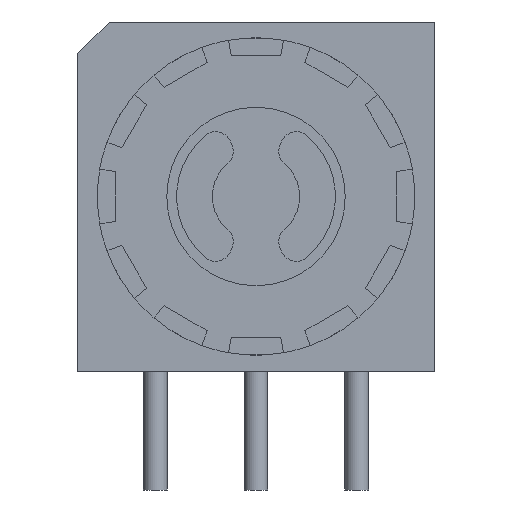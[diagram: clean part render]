
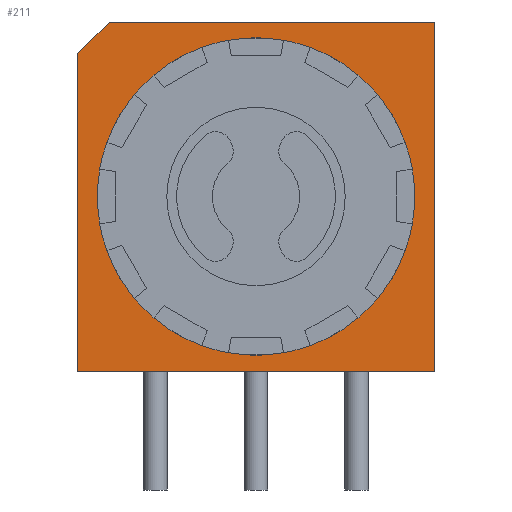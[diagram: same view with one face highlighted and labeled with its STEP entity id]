
A CAD part, left-side view. The second image highlights one B-rep face of the part: STEP entity #211.
In plain terms, the highlighted planar face has unit normal (-1, 0, 0).
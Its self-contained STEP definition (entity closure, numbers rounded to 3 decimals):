
#211=ADVANCED_FACE('',(#1123,#1125),#1127,.T.);
#1123=FACE_BOUND('',#1124,.T.);
#1124=EDGE_LOOP('',(#1833,#1834,#1835,#1836,#1837));
#1125=FACE_BOUND('',#1126,.T.);
#1126=EDGE_LOOP('',(#1838));
#1127=PLANE('',#1128);
#1128=AXIS2_PLACEMENT_3D('',#1129,#1130,#1131);
#1129=CARTESIAN_POINT('',(-13.5,0.,0.));
#1130=DIRECTION('',(-1.,0.,0.));
#1131=DIRECTION('',(0.,-1.,0.));
#1833=ORIENTED_EDGE('',*,*,#2311,.T.);
#1834=ORIENTED_EDGE('',*,*,#2293,.F.);
#1835=ORIENTED_EDGE('',*,*,#2307,.T.);
#1836=ORIENTED_EDGE('',*,*,#2297,.T.);
#1837=ORIENTED_EDGE('',*,*,#2313,.F.);
#1838=ORIENTED_EDGE('',*,*,#2314,.F.);
#2293=EDGE_CURVE('',#2577,#2575,#2579,.T.);
#2297=EDGE_CURVE('',#2586,#2584,#2587,.T.);
#2307=EDGE_CURVE('',#2577,#2586,#2601,.T.);
#2311=EDGE_CURVE('',#2608,#2575,#2609,.F.);
#2313=EDGE_CURVE('',#2608,#2584,#2611,.T.);
#2314=EDGE_CURVE('',#2612,#2612,#2613,.T.);
#2575=VERTEX_POINT('',#3089);
#2577=VERTEX_POINT('',#3093);
#2579=LINE('',#3097,#3098);
#2584=VERTEX_POINT('',#3108);
#2586=VERTEX_POINT('',#3112);
#2587=LINE('',#3113,#3114);
#2601=LINE('',#3153,#3154);
#2608=VERTEX_POINT('',#3170);
#2609=LINE('',#3171,#3172);
#2611=LINE('',#3177,#3178);
#2612=VERTEX_POINT('',#3180);
#2613=CIRCLE('',#3181,3.5);
#3089=CARTESIAN_POINT('',(-13.5,0.,8.));
#3093=CARTESIAN_POINT('',(-13.5,0.,0.));
#3097=CARTESIAN_POINT('',(-13.5,0.,0.));
#3098=VECTOR('',#3099,1.);
#3099=DIRECTION('',(0.,0.,1.));
#3108=CARTESIAN_POINT('',(-13.5,-9.,8.8));
#3112=CARTESIAN_POINT('',(-13.5,-9.,0.));
#3113=CARTESIAN_POINT('',(-13.5,-9.,0.));
#3114=VECTOR('',#3115,1.);
#3115=DIRECTION('',(0.,0.,1.));
#3153=CARTESIAN_POINT('',(-13.5,0.,0.));
#3154=VECTOR('',#3155,1.);
#3155=DIRECTION('',(0.,-1.,0.));
#3170=CARTESIAN_POINT('',(-13.5,-0.8,8.8));
#3171=CARTESIAN_POINT('',(-13.5,0.,8.));
#3172=VECTOR('',#3173,1.);
#3173=DIRECTION('',(0.,-0.707,0.707));
#3177=CARTESIAN_POINT('',(-13.5,-0.8,8.8));
#3178=VECTOR('',#3179,1.);
#3179=DIRECTION('',(0.,-1.,0.));
#3180=CARTESIAN_POINT('',(-13.5,-8.,4.4));
#3181=AXIS2_PLACEMENT_3D('',#3182,#3183,#3184);
#3182=CARTESIAN_POINT('',(-13.5,-4.5,4.4));
#3183=DIRECTION('',(-1.,0.,0.));
#3184=DIRECTION('',(0.,-1.,0.));
